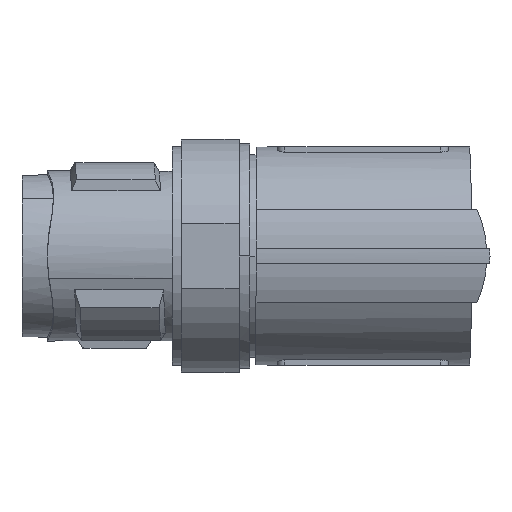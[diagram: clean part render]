
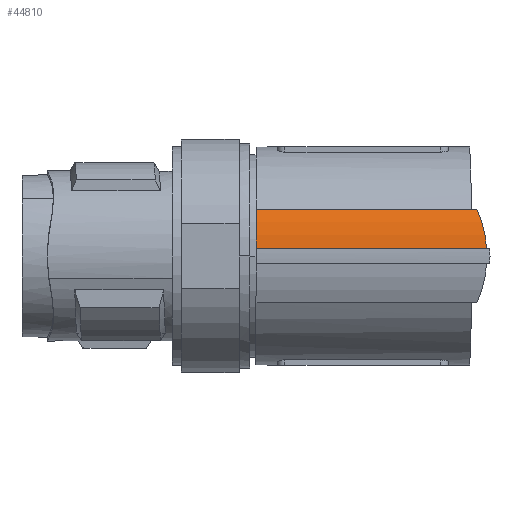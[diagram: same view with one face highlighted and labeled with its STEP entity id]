
A CAD part, left-side view. The second image highlights one B-rep face of the part: STEP entity #44810.
In plain terms, the highlighted cylindrical face has radius 7.3 mm (diameter 14.6 mm), a partial arc.
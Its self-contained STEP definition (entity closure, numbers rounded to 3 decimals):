
#33790=CARTESIAN_POINT('',(-35.405,8.5,
2.996));
#33800=VERTEX_POINT('',#33790);
#33830=CARTESIAN_POINT('',(-28.75,8.5,-0.004)
);
#33840=DIRECTION('',(0.,1.,
0.));
#33850=DIRECTION('',(1.,0.,0.));
#33860=AXIS2_PLACEMENT_3D('',#33830,#33840,#33850);
#33870=CIRCLE('',#33860,7.3);
#33880=CARTESIAN_POINT('',(-36.033,8.5,
0.496));
#33890=VERTEX_POINT('',#33880);
#33900=EDGE_CURVE('',#33890,#33800,#33870,.T.);
#44150=CARTESIAN_POINT('',(-35.405,-5.655,
2.996));
#44160=VERTEX_POINT('',#44150);
#44190=CARTESIAN_POINT('',(-35.405,8.5,
2.996));
#44200=DIRECTION('',(0.,-1.,
0.));
#44210=VECTOR('',#44200,1.);
#44220=LINE('',#44190,#44210);
#44230=EDGE_CURVE('',#33800,#44160,#44220,.T.);
#44420=CARTESIAN_POINT('',(-36.033,-6.283,
0.496));
#44430=VERTEX_POINT('',#44420);
#44460=CARTESIAN_POINT('',(-28.75,1.,-0.004)
);
#44470=DIRECTION('',(0.707,-0.707,
0.));
#44480=DIRECTION('',(0.707,0.707,
0.));
#44490=AXIS2_PLACEMENT_3D('',#44460,#44470,#44480);
#44500=ELLIPSE('',#44490,10.324,7.3);
#44510=EDGE_CURVE('',#44160,#44430,#44500,.T.);
#44650=CARTESIAN_POINT('',(-28.75,8.5,-0.004)
);
#44660=DIRECTION('',(0.,-1.,
0.));
#44670=DIRECTION('',(1.,0.,0.));
#44680=AXIS2_PLACEMENT_3D('',#44650,#44660,#44670);
#44690=CYLINDRICAL_SURFACE('',#44680,7.3);
#44700=ORIENTED_EDGE('',*,*,#44510,.F.);
#44710=CARTESIAN_POINT('',(-36.033,8.5,
0.496));
#44720=DIRECTION('',(0.,-1.,
0.));
#44730=VECTOR('',#44720,1.);
#44740=LINE('',#44710,#44730);
#44750=EDGE_CURVE('',#33890,#44430,#44740,.T.);
#44760=ORIENTED_EDGE('',*,*,#44750,.T.);
#44770=ORIENTED_EDGE('',*,*,#33900,.F.);
#44780=ORIENTED_EDGE('',*,*,#44230,.F.);
#44790=EDGE_LOOP('',(#44780,#44770,#44760,#44700));
#44800=FACE_OUTER_BOUND('',#44790,.T.);
#44810=ADVANCED_FACE('',(#44800),#44690,.T.);
